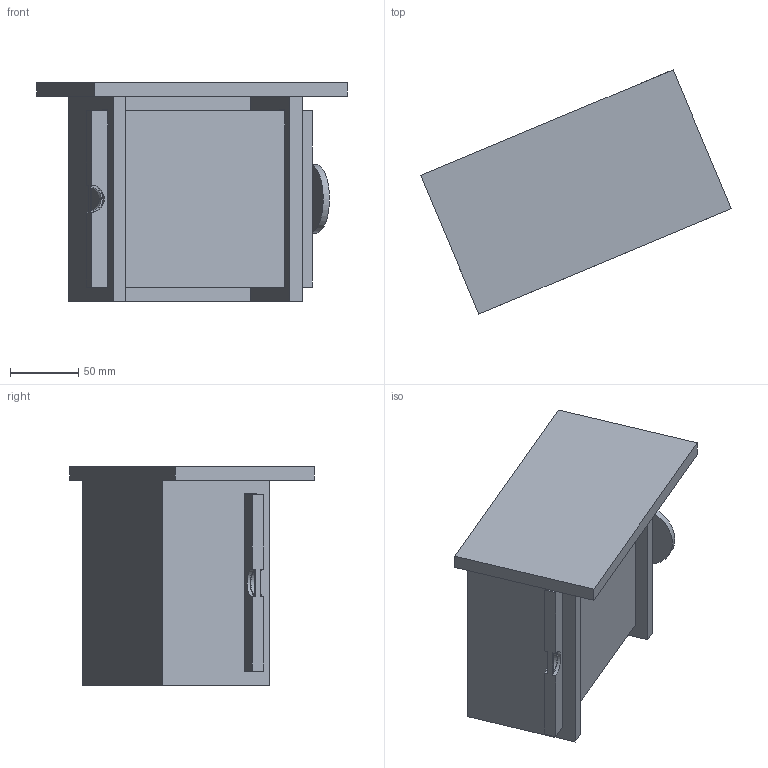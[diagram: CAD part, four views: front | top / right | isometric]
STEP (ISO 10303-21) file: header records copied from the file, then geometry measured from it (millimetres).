
FILE_DESCRIPTION(/* description */ ('STEP AP242','CAx-IF Rec.Pracs.---Representation and Presentation of Product Manufacturing Information (PMI)---4.0---2014-10-13','CAx-IF Rec.Pracs.---3D Tessellated Geometry---0.4---2014-09-14','2;1'),/* implementation_level */ '2;1');
FILE_NAME(/* name */ '668eb7a3282fcf2ec83119d5',/* time_stamp */ '2024-07-10T16:32:36Z',/* author */ (''),/* organization */ (''),/* preprocessor_version */ 'ST-DEVELOPER v20',/* originating_system */ ' ',/* authorisation */ ' ');
FILE_SCHEMA (('AP242_MANAGED_MODEL_BASED_3D_ENGINEERING_MIM_LF { 1 0 10303 442 1 1 4 }'));
Length unit declared in the file: metre
Products named in the file (3): Assembly 1; Part 1
Assembly tree (2 placements, depth 2):
  Assembly 1
    Part 1
    Part 1
Bounding box: 226.97 x 178.75 x 160 mm (x, y, z)
Volume: 901750.5 mm3; surface area: 208267.3 mm2
Topology: 2 solids, 2 shells, 68 faces, 181 edges, 118 vertices
Faces by surface type: plane 48, cylinder 16, torus 4
Full cylindrical faces by diameter (mm): 50 x1
Entity records: 2197 total; most frequent: CARTESIAN_POINT 415, ORIENTED_EDGE 358, DIRECTION 352, EDGE_CURVE 179, LINE 132, VECTOR 132, VERTEX_POINT 117, AXIS2_PLACEMENT_3D 110
